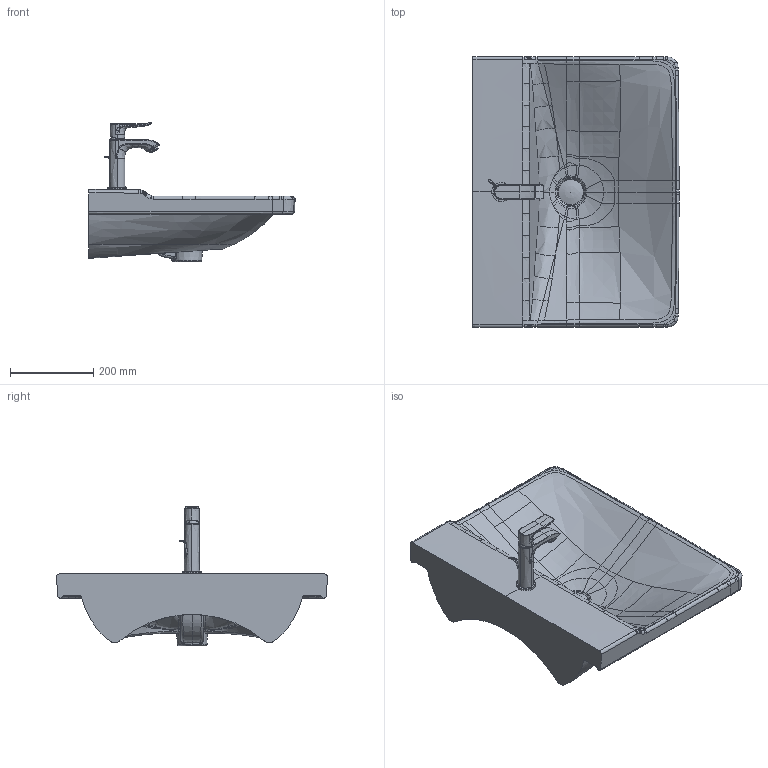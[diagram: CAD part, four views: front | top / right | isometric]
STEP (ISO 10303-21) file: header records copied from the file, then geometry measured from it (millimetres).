
FILE_DESCRIPTION((''),'2;1');
FILE_NAME('233265.stp','2015-11-10T16:08:16',('Administrator'),(''),'Autodesk Inventor 2011','Autodesk Inventor 2011','');
FILE_SCHEMA(('CONFIG_CONTROL_DESIGN'));
Length unit declared in the file: millimetre
Products named in the file (14): 233265; Kelch; Stopfen; WT-Armatur HANSGROHE METRIS; Gehäuse; Rosette Citerio; Griff_HWB_Metris; Griffstopfen; Zugstange Griff; Rosette Talis; Neoperl Strahler; Strahlreglerhuelse; Strahler
Assembly tree (13 placements, depth 4):
  233265
    233265
    Kelch
    Stopfen
    WT-Armatur HANSGROHE METRIS
      Gehäuse
      Rosette Citerio
      Griff_HWB_Metris
      Griffstopfen
      Zugstange Griff
      Rosette Talis
      Neoperl Strahler
        Strahlreglerhuelse
        Strahler
Bounding box: 494.89 x 649.77 x 334.4 mm (x, y, z)
Volume: 13963973.2 mm3; surface area: 1050158.6 mm2
Topology: 11 solids, 11 shells, 1599 faces, 4445 edges, 2865 vertices
Faces by surface type: bspline 660, plane 501, cylinder 333, cone 49, torus 48, sphere 8
Full cylindrical faces by diameter (mm): 4 x1, 5 x1, 5.2 x1, 5.325 x1, 5.4 x1, 8.875 x1, 12.35 x1, 15.75 x1, 16 x1, 17.5 x1, 17.7 x1, 19.97 x1, 20.1 x1, 20.88 x1, 21 x1, 22.5 x2, 24 x2, 25 x2, 31.3 x1, 35 x1, 42 x1, 44 x1, 46 x1, 47 x1, 60 x1
Entity records: 132080 total; most frequent: CARTESIAN_POINT 94193, ORIENTED_EDGE 8722, DIRECTION 5681, EDGE_CURVE 4361, VERTEX_POINT 2844, AXIS2_PLACEMENT_3D 2238, B_SPLINE_CURVE_WITH_KNOTS 1826, EDGE_LOOP 1682
